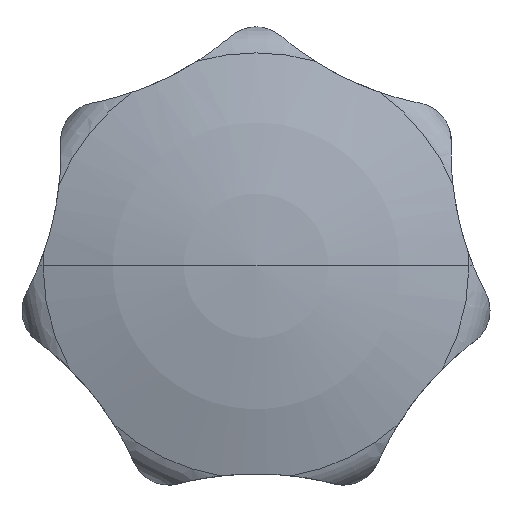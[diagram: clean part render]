
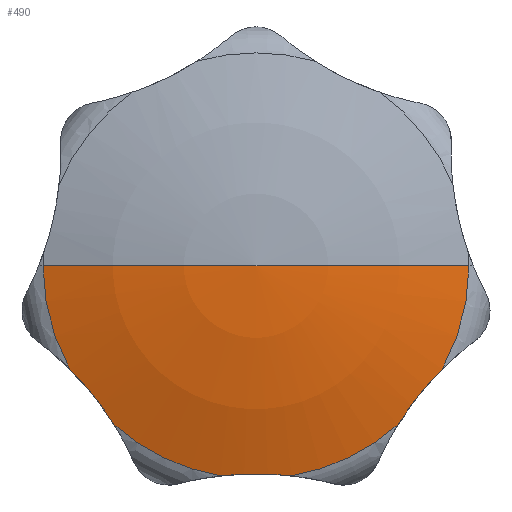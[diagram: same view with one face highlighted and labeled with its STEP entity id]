
A CAD part, top view. The second image highlights one B-rep face of the part: STEP entity #490.
In plain terms, the highlighted spherical face has radius 70 mm.
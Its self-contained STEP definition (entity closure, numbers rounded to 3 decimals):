
#292=VERTEX_POINT('',#801);
#294=VERTEX_POINT('',#803);
#298=VERTEX_POINT('',#807);
#330=EDGE_CURVE('',#292,#426,#845,.T.);
#366=EDGE_CURVE('',#396,#696,#883,.T.);
#388=EDGE_CURVE('',#500,#744,#906,.T.);
#390=EDGE_CURVE('',#594,#744,#908,.T.);
#396=VERTEX_POINT('',#914);
#426=VERTEX_POINT('',#945);
#468=EDGE_CURVE('',#396,#500,#992,.T.);
#490=ADVANCED_FACE('',(#1019),#1020,.T.);
#500=VERTEX_POINT('',#1032);
#536=EDGE_CURVE('',#696,#294,#1071,.T.);
#594=VERTEX_POINT('',#1132);
#620=EDGE_CURVE('',#294,#292,#1160,.T.);
#628=EDGE_CURVE('',#426,#298,#1168,.T.);
#696=VERTEX_POINT('',#1243);
#744=VERTEX_POINT('',#1296);
#756=EDGE_CURVE('',#298,#594,#1309,.T.);
#801=CARTESIAN_POINT('',(-3.701,-21.963,28.362));
#803=CARTESIAN_POINT('',(-14.864,-16.588,28.362));
#807=CARTESIAN_POINT('',(14.864,-16.588,28.362));
#845=B_SPLINE_CURVE_WITH_KNOTS('',3,(#1459,#1460,#1461,#1462,#1463,#1464,#1465,#1466,#1467,#1468),.UNSPECIFIED.,.F.,.F.,(4,2,2,2,4),(51.423,52.374,55.077,57.781,58.731),.UNSPECIFIED.);
#883=CIRCLE('',#1554,22.273);
#906=CIRCLE('',#1602,70.);
#908=CIRCLE('',#1605,22.273);
#914=CARTESIAN_POINT('',(-22.273,0.,28.362));
#945=CARTESIAN_POINT('',(3.701,-21.963,28.362));
#992=CIRCLE('',#1813,70.);
#1019=FACE_OUTER_BOUND('',#1856,.T.);
#1020=SPHERICAL_SURFACE('',#1857,70.);
#1032=CARTESIAN_POINT('',(0.,0.,32.));
#1071=B_SPLINE_CURVE_WITH_KNOTS('',3,(#1958,#1959,#1960,#1961,#1962,#1963,#1964,#1965,#1966,#1967),.UNSPECIFIED.,.F.,.F.,(4,2,2,2,4),(51.423,52.374,55.077,57.781,58.731),.UNSPECIFIED.);
#1132=CARTESIAN_POINT('',(19.479,-10.8,28.362));
#1160=CIRCLE('',#2197,22.273);
#1168=CIRCLE('',#2220,22.273);
#1243=CARTESIAN_POINT('',(-19.479,-10.8,28.362));
#1296=CARTESIAN_POINT('',(22.273,0.,28.362));
#1309=B_SPLINE_CURVE_WITH_KNOTS('',3,(#2468,#2469,#2470,#2471,#2472,#2473,#2474,#2475,#2476,#2477),.UNSPECIFIED.,.F.,.F.,(4,2,2,2,4),(51.423,52.374,55.077,57.781,58.731),.UNSPECIFIED.);
#1459=CARTESIAN_POINT('',(-3.701,-21.963,28.362));
#1460=CARTESIAN_POINT('',(-3.378,-21.925,28.393));
#1461=CARTESIAN_POINT('',(-3.055,-21.893,28.419));
#1462=CARTESIAN_POINT('',(-1.815,-21.786,28.505));
#1463=CARTESIAN_POINT('',(-0.901,-21.748,28.536));
#1464=CARTESIAN_POINT('',(0.901,-21.748,28.536));
#1465=CARTESIAN_POINT('',(1.815,-21.786,28.505));
#1466=CARTESIAN_POINT('',(3.055,-21.893,28.419));
#1467=CARTESIAN_POINT('',(3.378,-21.925,28.393));
#1468=CARTESIAN_POINT('',(3.701,-21.963,28.362));
#1554=AXIS2_PLACEMENT_3D('',#2584,#2585,#2586);
#1602=AXIS2_PLACEMENT_3D('',#2608,#2609,#2610);
#1605=AXIS2_PLACEMENT_3D('',#2611,#2612,#2613);
#1813=AXIS2_PLACEMENT_3D('',#2668,#2669,#2670);
#1856=EDGE_LOOP('',(#2706,#2707,#2708,#2709,#2710,#2711,#2712,#2713,#2714));
#1857=AXIS2_PLACEMENT_3D('',#2715,#2716,#2717);
#1958=CARTESIAN_POINT('',(-19.479,-10.8,28.362));
#1959=CARTESIAN_POINT('',(-19.248,-11.029,28.393));
#1960=CARTESIAN_POINT('',(-19.021,-11.261,28.419));
#1961=CARTESIAN_POINT('',(-18.165,-12.165,28.505));
#1962=CARTESIAN_POINT('',(-17.565,-12.855,28.536));
#1963=CARTESIAN_POINT('',(-16.442,-14.264,28.536));
#1964=CARTESIAN_POINT('',(-15.902,-15.003,28.505));
#1965=CARTESIAN_POINT('',(-15.212,-16.039,28.419));
#1966=CARTESIAN_POINT('',(-15.036,-16.312,28.393));
#1967=CARTESIAN_POINT('',(-14.864,-16.588,28.362));
#2197=AXIS2_PLACEMENT_3D('',#2853,#2854,#2855);
#2220=AXIS2_PLACEMENT_3D('',#2856,#2857,#2858);
#2468=CARTESIAN_POINT('',(14.864,-16.588,28.362));
#2469=CARTESIAN_POINT('',(15.036,-16.312,28.393));
#2470=CARTESIAN_POINT('',(15.212,-16.039,28.419));
#2471=CARTESIAN_POINT('',(15.902,-15.003,28.505));
#2472=CARTESIAN_POINT('',(16.442,-14.264,28.536));
#2473=CARTESIAN_POINT('',(17.565,-12.855,28.536));
#2474=CARTESIAN_POINT('',(18.165,-12.165,28.505));
#2475=CARTESIAN_POINT('',(19.021,-11.261,28.419));
#2476=CARTESIAN_POINT('',(19.248,-11.029,28.393));
#2477=CARTESIAN_POINT('',(19.479,-10.8,28.362));
#2584=CARTESIAN_POINT('',(0.,0.,28.362));
#2585=DIRECTION('',(0.,0.,1.0));
#2586=DIRECTION('',(1.0,0.,0.));
#2608=CARTESIAN_POINT('',(0.,0.,-38.));
#2609=DIRECTION('',(0.,1.0,0.));
#2610=DIRECTION('',(0.0,0.,-1.0));
#2611=CARTESIAN_POINT('',(0.,0.,28.362));
#2612=DIRECTION('',(0.,0.,1.0));
#2613=DIRECTION('',(1.0,0.,0.));
#2668=CARTESIAN_POINT('',(0.,0.,-38.));
#2669=DIRECTION('',(0.,1.0,0.));
#2670=DIRECTION('',(0.0,0.,-1.0));
#2706=ORIENTED_EDGE('',*,*,#468,.F.);
#2707=ORIENTED_EDGE('',*,*,#366,.T.);
#2708=ORIENTED_EDGE('',*,*,#536,.T.);
#2709=ORIENTED_EDGE('',*,*,#620,.T.);
#2710=ORIENTED_EDGE('',*,*,#330,.T.);
#2711=ORIENTED_EDGE('',*,*,#628,.T.);
#2712=ORIENTED_EDGE('',*,*,#756,.T.);
#2713=ORIENTED_EDGE('',*,*,#390,.T.);
#2714=ORIENTED_EDGE('',*,*,#388,.F.);
#2715=CARTESIAN_POINT('',(0.,0.,-38.));
#2716=DIRECTION('',(0.,0.,1.0));
#2717=DIRECTION('',(-1.0,0.,0.0));
#2853=CARTESIAN_POINT('',(0.,0.,28.362));
#2854=DIRECTION('',(0.,0.,1.0));
#2855=DIRECTION('',(1.0,0.,0.));
#2856=CARTESIAN_POINT('',(0.,0.,28.362));
#2857=DIRECTION('',(0.,0.,1.0));
#2858=DIRECTION('',(1.0,0.,0.));
